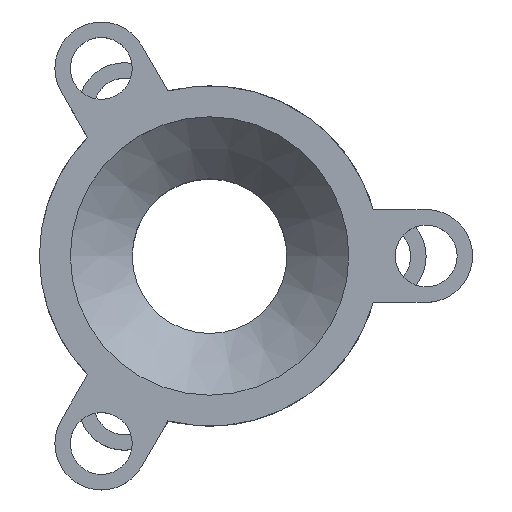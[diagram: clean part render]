
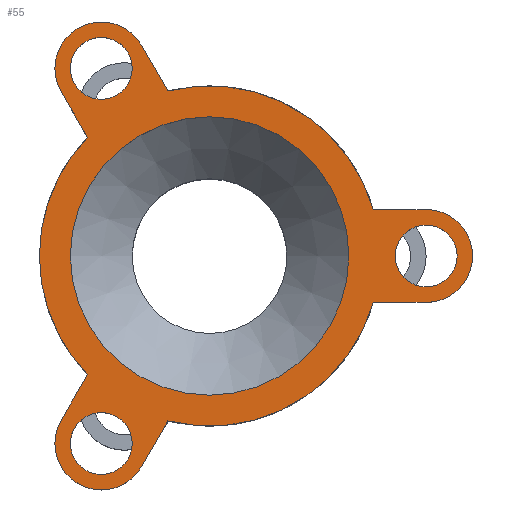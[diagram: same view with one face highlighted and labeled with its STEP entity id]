
A CAD part, top view. The second image highlights one B-rep face of the part: STEP entity #55.
In plain terms, the highlighted planar face has unit normal (0, 0, 1).
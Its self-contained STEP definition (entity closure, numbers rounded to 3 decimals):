
#55=ADVANCED_FACE('',(#148,#150,#152,#154,#156),#158,.T.);
#148=FACE_BOUND('',#149,.T.);
#149=EDGE_LOOP('',(#453,#454,#455,#456,#457,#458,#459,#460,#461,#462,#463,#464,#465));
#150=FACE_BOUND('',#151,.T.);
#151=EDGE_LOOP('',(#466));
#152=FACE_BOUND('',#153,.T.);
#153=EDGE_LOOP('',(#467));
#154=FACE_BOUND('',#155,.T.);
#155=EDGE_LOOP('',(#468));
#156=FACE_BOUND('',#157,.T.);
#157=EDGE_LOOP('',(#469));
#158=PLANE('',#159);
#159=AXIS2_PLACEMENT_3D('',#160,#161,#162);
#160=CARTESIAN_POINT('',(0.,0.,22.));
#161=DIRECTION('',(0.,0.,1.));
#162=DIRECTION('',(0.,-1.,0.));
#453=ORIENTED_EDGE('',*,*,#632,.T.);
#454=ORIENTED_EDGE('',*,*,#633,.T.);
#455=ORIENTED_EDGE('',*,*,#612,.T.);
#456=ORIENTED_EDGE('',*,*,#634,.T.);
#457=ORIENTED_EDGE('',*,*,#635,.T.);
#458=ORIENTED_EDGE('',*,*,#636,.T.);
#459=ORIENTED_EDGE('',*,*,#608,.T.);
#460=ORIENTED_EDGE('',*,*,#607,.T.);
#461=ORIENTED_EDGE('',*,*,#631,.T.);
#462=ORIENTED_EDGE('',*,*,#637,.T.);
#463=ORIENTED_EDGE('',*,*,#638,.T.);
#464=ORIENTED_EDGE('',*,*,#603,.T.);
#465=ORIENTED_EDGE('',*,*,#639,.T.);
#466=ORIENTED_EDGE('',*,*,#617,.T.);
#467=ORIENTED_EDGE('',*,*,#640,.T.);
#468=ORIENTED_EDGE('',*,*,#641,.T.);
#469=ORIENTED_EDGE('',*,*,#642,.T.);
#603=EDGE_CURVE('',#700,#698,#701,.T.);
#607=EDGE_CURVE('',#708,#706,#709,.T.);
#608=EDGE_CURVE('',#710,#708,#711,.T.);
#612=EDGE_CURVE('',#694,#716,#718,.T.);
#617=EDGE_CURVE('',#727,#727,#728,.F.);
#631=EDGE_CURVE('',#706,#750,#752,.T.);
#632=EDGE_CURVE('',#753,#754,#755,.T.);
#633=EDGE_CURVE('',#754,#694,#756,.T.);
#634=EDGE_CURVE('',#716,#757,#758,.T.);
#635=EDGE_CURVE('',#757,#759,#760,.T.);
#636=EDGE_CURVE('',#759,#710,#761,.T.);
#637=EDGE_CURVE('',#750,#762,#763,.T.);
#638=EDGE_CURVE('',#762,#700,#764,.T.);
#639=EDGE_CURVE('',#698,#753,#765,.T.);
#640=EDGE_CURVE('',#766,#766,#767,.F.);
#641=EDGE_CURVE('',#768,#768,#769,.F.);
#642=EDGE_CURVE('',#770,#770,#771,.F.);
#694=VERTEX_POINT('',#856);
#698=VERTEX_POINT('',#865);
#700=VERTEX_POINT('',#869);
#701=CIRCLE('',#870,11.);
#706=VERTEX_POINT('',#883);
#708=VERTEX_POINT('',#887);
#709=CIRCLE('',#888,11.);
#710=VERTEX_POINT('',#892);
#711=CIRCLE('',#893,11.);
#716=VERTEX_POINT('',#906);
#718=CIRCLE('',#910,11.);
#727=VERTEX_POINT('',#934);
#728=CIRCLE('',#935,9.);
#750=VERTEX_POINT('',#990);
#752=LINE('',#994,#995);
#753=VERTEX_POINT('',#997);
#754=VERTEX_POINT('',#998);
#755=CIRCLE('',#999,3.);
#756=LINE('',#1003,#1004);
#757=VERTEX_POINT('',#1006);
#758=LINE('',#1007,#1008);
#759=VERTEX_POINT('',#1010);
#760=CIRCLE('',#1011,3.);
#761=LINE('',#1015,#1016);
#762=VERTEX_POINT('',#1018);
#763=CIRCLE('',#1019,3.);
#764=LINE('',#1023,#1024);
#765=LINE('',#1026,#1027);
#766=VERTEX_POINT('',#1029);
#767=CIRCLE('',#1030,2.);
#768=VERTEX_POINT('',#1034);
#769=CIRCLE('',#1035,2.);
#770=VERTEX_POINT('',#1039);
#771=CIRCLE('',#1040,2.);
#856=CARTESIAN_POINT('',(10.583,3.,22.));
#865=CARTESIAN_POINT('',(10.583,-3.,22.));
#869=CARTESIAN_POINT('',(-2.693,-10.665,22.));
#870=AXIS2_PLACEMENT_3D('',#871,#872,#873);
#871=CARTESIAN_POINT('',(0.,0.,22.));
#872=DIRECTION('',(0.,0.,1.));
#873=DIRECTION('',(-0.245,-0.97,0.));
#883=CARTESIAN_POINT('',(-7.89,-7.665,22.));
#887=CARTESIAN_POINT('',(-11.,0.,22.));
#888=AXIS2_PLACEMENT_3D('',#889,#890,#891);
#889=CARTESIAN_POINT('',(0.,0.,22.));
#890=DIRECTION('',(0.,0.,1.));
#891=DIRECTION('',(-1.,0.,0.));
#892=CARTESIAN_POINT('',(-7.89,7.665,22.));
#893=AXIS2_PLACEMENT_3D('',#894,#895,#896);
#894=CARTESIAN_POINT('',(0.,0.,22.));
#895=DIRECTION('',(0.,0.,1.));
#896=DIRECTION('',(-0.717,0.697,0.));
#906=CARTESIAN_POINT('',(-2.693,10.665,22.));
#910=AXIS2_PLACEMENT_3D('',#911,#912,#913);
#911=CARTESIAN_POINT('',(0.,0.,22.));
#912=DIRECTION('',(0.,0.,1.));
#913=DIRECTION('',(0.962,0.273,0.));
#934=CARTESIAN_POINT('',(0.,-9.,22.));
#935=AXIS2_PLACEMENT_3D('',#936,#937,#938);
#936=CARTESIAN_POINT('',(0.,0.,22.));
#937=DIRECTION('',(0.,0.,1.));
#938=DIRECTION('',(0.,-1.,0.));
#990=CARTESIAN_POINT('',(-9.598,-10.624,22.));
#994=CARTESIAN_POINT('',(-7.89,-7.665,22.));
#995=VECTOR('',#996,1.);
#996=DIRECTION('',(-0.5,-0.866,0.));
#997=CARTESIAN_POINT('',(14.,-3.,22.));
#998=CARTESIAN_POINT('',(14.,3.,22.));
#999=AXIS2_PLACEMENT_3D('',#1000,#1001,#1002);
#1000=CARTESIAN_POINT('',(14.,0.,22.));
#1001=DIRECTION('',(0.,0.,1.));
#1002=DIRECTION('',(0.,-1.,0.));
#1003=CARTESIAN_POINT('',(14.,3.,22.));
#1004=VECTOR('',#1005,1.);
#1005=DIRECTION('',(-1.,0.,0.));
#1006=CARTESIAN_POINT('',(-4.402,13.624,22.));
#1007=CARTESIAN_POINT('',(-2.693,10.665,22.));
#1008=VECTOR('',#1009,1.);
#1009=DIRECTION('',(-0.5,0.866,0.));
#1010=CARTESIAN_POINT('',(-9.598,10.624,22.));
#1011=AXIS2_PLACEMENT_3D('',#1012,#1013,#1014);
#1012=CARTESIAN_POINT('',(-7.,12.124,22.));
#1013=DIRECTION('',(0.,0.,1.));
#1014=DIRECTION('',(0.866,0.5,0.));
#1015=CARTESIAN_POINT('',(-9.598,10.624,22.));
#1016=VECTOR('',#1017,1.);
#1017=DIRECTION('',(0.5,-0.866,0.));
#1018=CARTESIAN_POINT('',(-4.402,-13.624,22.));
#1019=AXIS2_PLACEMENT_3D('',#1020,#1021,#1022);
#1020=CARTESIAN_POINT('',(-7.,-12.124,22.));
#1021=DIRECTION('',(0.,0.,1.));
#1022=DIRECTION('',(-0.866,0.5,0.));
#1023=CARTESIAN_POINT('',(-4.402,-13.624,22.));
#1024=VECTOR('',#1025,1.);
#1025=DIRECTION('',(0.5,0.866,0.));
#1026=CARTESIAN_POINT('',(10.583,-3.,22.));
#1027=VECTOR('',#1028,1.);
#1028=DIRECTION('',(1.,0.,0.));
#1029=CARTESIAN_POINT('',(14.,-2.,22.));
#1030=AXIS2_PLACEMENT_3D('',#1031,#1032,#1033);
#1031=CARTESIAN_POINT('',(14.,0.,22.));
#1032=DIRECTION('',(0.,0.,1.));
#1033=DIRECTION('',(0.,-1.,0.));
#1034=CARTESIAN_POINT('',(-7.,-14.124,22.));
#1035=AXIS2_PLACEMENT_3D('',#1036,#1037,#1038);
#1036=CARTESIAN_POINT('',(-7.,-12.124,22.));
#1037=DIRECTION('',(0.,0.,1.));
#1038=DIRECTION('',(0.,-1.,0.));
#1039=CARTESIAN_POINT('',(-7.,10.124,22.));
#1040=AXIS2_PLACEMENT_3D('',#1041,#1042,#1043);
#1041=CARTESIAN_POINT('',(-7.,12.124,22.));
#1042=DIRECTION('',(0.,0.,1.));
#1043=DIRECTION('',(0.,-1.,0.));
